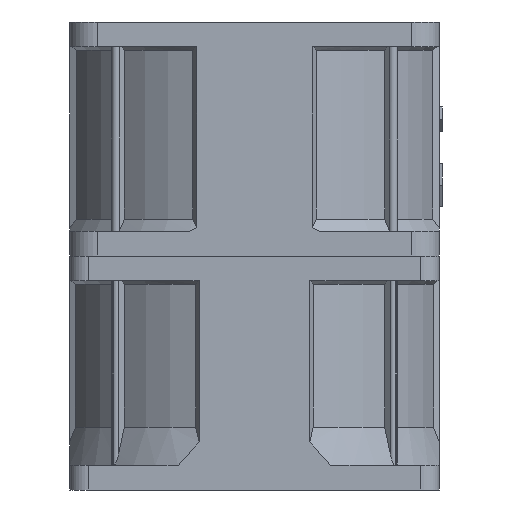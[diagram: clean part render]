
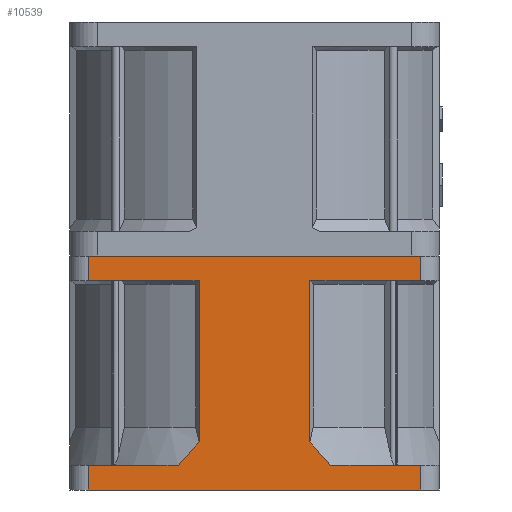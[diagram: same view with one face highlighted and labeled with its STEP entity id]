
A CAD part, left-side view. The second image highlights one B-rep face of the part: STEP entity #10539.
In plain terms, the highlighted face is planar.
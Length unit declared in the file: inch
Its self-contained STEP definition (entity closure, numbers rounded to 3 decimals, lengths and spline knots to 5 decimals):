
#6740=DIRECTION('',(0.,0.,1.));
#6741=VECTOR('',#6740,4.);
#6742=CARTESIAN_POINT('',(-27.,30.,-20.60891));
#6743=LINE('',#6742,#6741);
#6744=DIRECTION('',(-1.,0.,0.));
#6745=VECTOR('',#6744,14.60129);
#6746=CARTESIAN_POINT('',(-12.39871,30.,-16.60891));
#6747=LINE('',#6746,#6745);
#6748=DIRECTION('',(1.,0.,0.));
#6749=VECTOR('',#6748,54.);
#6750=CARTESIAN_POINT('',(-27.,30.,-20.60891));
#6751=LINE('',#6750,#6749);
#6752=DIRECTION('',(-1.,0.,0.));
#6753=VECTOR('',#6752,14.60129);
#6754=CARTESIAN_POINT('',(27.,30.,-16.60891));
#6755=LINE('',#6754,#6753);
#6760=DIRECTION('',(-1.,0.,0.));
#6761=VECTOR('',#6760,18.);
#6762=CARTESIAN_POINT('',(-9.,30.,13.39109));
#6763=LINE('',#6762,#6761);
#6830=CARTESIAN_POINT('',(-9.,30.,
-12.80435));
#6832=DIRECTION('',(0.,0.,1.));
#6833=VECTOR('',#6832,26.19544);
#6834=CARTESIAN_POINT('',(-9.,30.,
-12.80435));
#6835=LINE('',#6834,#6833);
#7014=CARTESIAN_POINT('',(-12.39871,30.,-16.60891));
#7015=CARTESIAN_POINT('',(-12.03443,30.,-16.14467));
#7016=CARTESIAN_POINT('',(-11.29898,30.,
-15.24232));
#7017=CARTESIAN_POINT('',(-10.17167,30.,
-13.97344));
#7018=CARTESIAN_POINT('',(-9.39541,30.,
-13.18346));
#7019=CARTESIAN_POINT('',(-9.,30.,
-12.80435));
#7033=DIRECTION('',(0.,0.,1.));
#7034=VECTOR('',#7033,4.);
#7035=CARTESIAN_POINT('',(-27.,30.,13.39109));
#7036=LINE('',#7035,#7034);
#7073=DIRECTION('',(1.,0.,0.));
#7074=VECTOR('',#7073,54.);
#7075=CARTESIAN_POINT('',(-27.,30.,17.39109));
#7076=LINE('',#7075,#7074);
#7539=DIRECTION('',(-1.,0.,0.));
#7540=VECTOR('',#7539,18.);
#7541=CARTESIAN_POINT('',(27.,30.,13.39109));
#7542=LINE('',#7541,#7540);
#7553=CARTESIAN_POINT('',(9.,30.,-12.80433));
#7560=DIRECTION('',(0.,0.,-1.));
#7561=VECTOR('',#7560,26.19542);
#7562=CARTESIAN_POINT('',(9.,30.,13.39109));
#7563=LINE('',#7562,#7561);
#7564=CARTESIAN_POINT('',(9.,30.,-12.80433));
#7565=CARTESIAN_POINT('',(9.39571,30.,-13.18372));
#7566=CARTESIAN_POINT('',(10.17234,30.,-13.97416));
#7567=CARTESIAN_POINT('',(11.2996,30.,-15.24306));
#7568=CARTESIAN_POINT('',(12.03469,30.,-16.145));
#7569=CARTESIAN_POINT('',(12.39871,30.,-16.60891));
#7749=DIRECTION('',(0.,0.,-1.));
#7750=VECTOR('',#7749,4.);
#7751=CARTESIAN_POINT('',(27.,30.,-16.60891));
#7752=LINE('',#7751,#7750);
#7765=DIRECTION('',(0.,0.,-1.));
#7766=VECTOR('',#7765,4.);
#7767=CARTESIAN_POINT('',(27.,30.,17.39109));
#7768=LINE('',#7767,#7766);
#9116=VERTEX_POINT('',#7553);
#9118=VERTEX_POINT('',#7569);
#9174=CARTESIAN_POINT('',(-9.,30.,13.39109));
#9176=VERTEX_POINT('',#9174);
#9177=CARTESIAN_POINT('',(-27.,30.,13.39109));
#9178=VERTEX_POINT('',#9177);
#9203=CARTESIAN_POINT('',(9.,30.,13.39109));
#9205=VERTEX_POINT('',#9203);
#9223=CARTESIAN_POINT('',(27.,30.,13.39109));
#9224=VERTEX_POINT('',#9223);
#9321=CARTESIAN_POINT('',(27.,30.,-20.60891));
#9322=VERTEX_POINT('',#9321);
#9323=CARTESIAN_POINT('',(-27.,30.,-20.60891));
#9324=VERTEX_POINT('',#9323);
#9361=CARTESIAN_POINT('',(-27.,30.,17.39109));
#9362=VERTEX_POINT('',#9361);
#9363=CARTESIAN_POINT('',(27.,30.,17.39109));
#9364=VERTEX_POINT('',#9363);
#9403=CARTESIAN_POINT('',(-27.,30.,-16.60891));
#9404=VERTEX_POINT('',#9403);
#9405=CARTESIAN_POINT('',(-12.39871,30.,-16.60891));
#9406=VERTEX_POINT('',#9405);
#9419=CARTESIAN_POINT('',(27.,30.,-16.60891));
#9420=VERTEX_POINT('',#9419);
#9465=VERTEX_POINT('',#6830);
#10506=CARTESIAN_POINT('',(-30.,30.,17.39109));
#10507=DIRECTION('',(0.,-1.,0.));
#10508=DIRECTION('',(1.,0.,0.));
#10509=AXIS2_PLACEMENT_3D('',#10506,#10507,#10508);
#10510=PLANE('',#10509);
#10512=ORIENTED_EDGE('',*,*,#10511,.F.);
#10514=ORIENTED_EDGE('',*,*,#10513,.F.);
#10516=ORIENTED_EDGE('',*,*,#10515,.F.);
#10518=ORIENTED_EDGE('',*,*,#10517,.T.);
#10519=ORIENTED_EDGE('',*,*,#10499,.F.);
#10520=ORIENTED_EDGE('',*,*,#9994,.T.);
#10522=ORIENTED_EDGE('',*,*,#10521,.F.);
#10524=ORIENTED_EDGE('',*,*,#10523,.T.);
#10526=ORIENTED_EDGE('',*,*,#10525,.F.);
#10528=ORIENTED_EDGE('',*,*,#10527,.F.);
#10530=ORIENTED_EDGE('',*,*,#10529,.F.);
#10532=ORIENTED_EDGE('',*,*,#10531,.F.);
#10534=ORIENTED_EDGE('',*,*,#10533,.F.);
#10536=ORIENTED_EDGE('',*,*,#10535,.F.);
#10537=EDGE_LOOP('',(#10512,#10514,#10516,#10518,#10519,#10520,#10522,#10524,
#10526,#10528,#10530,#10532,#10534,#10536));
#10538=FACE_OUTER_BOUND('',#10537,.F.);
#10539=ADVANCED_FACE('',(#10538),#10510,.F.);
#7020=B_SPLINE_CURVE_WITH_KNOTS('',3,(#7014,#7015,#7016,#7017,#7018,#7019),
.UNSPECIFIED.,.F.,.F.,(4,1,1,4),(0.,0.33333,0.66667,1.),
.UNSPECIFIED.);
#7570=B_SPLINE_CURVE_WITH_KNOTS('',3,(#7564,#7565,#7566,#7567,#7568,#7569),
.UNSPECIFIED.,.F.,.F.,(4,1,1,4),(0.,0.33333,0.66667,1.),
.UNSPECIFIED.);
#9994=EDGE_CURVE('',#9324,#9322,#6751,.T.);
#10499=EDGE_CURVE('',#9324,#9404,#6743,.T.);
#10511=EDGE_CURVE('',#9176,#9178,#6763,.T.);
#10513=EDGE_CURVE('',#9465,#9176,#6835,.T.);
#10515=EDGE_CURVE('',#9406,#9465,#7020,.T.);
#10517=EDGE_CURVE('',#9406,#9404,#6747,.T.);
#10521=EDGE_CURVE('',#9420,#9322,#7752,.T.);
#10523=EDGE_CURVE('',#9420,#9118,#6755,.T.);
#10525=EDGE_CURVE('',#9116,#9118,#7570,.T.);
#10527=EDGE_CURVE('',#9205,#9116,#7563,.T.);
#10529=EDGE_CURVE('',#9224,#9205,#7542,.T.);
#10531=EDGE_CURVE('',#9364,#9224,#7768,.T.);
#10533=EDGE_CURVE('',#9362,#9364,#7076,.T.);
#10535=EDGE_CURVE('',#9178,#9362,#7036,.T.);
